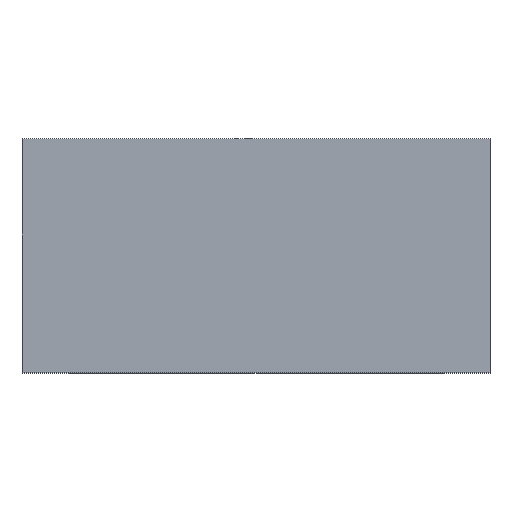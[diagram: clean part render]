
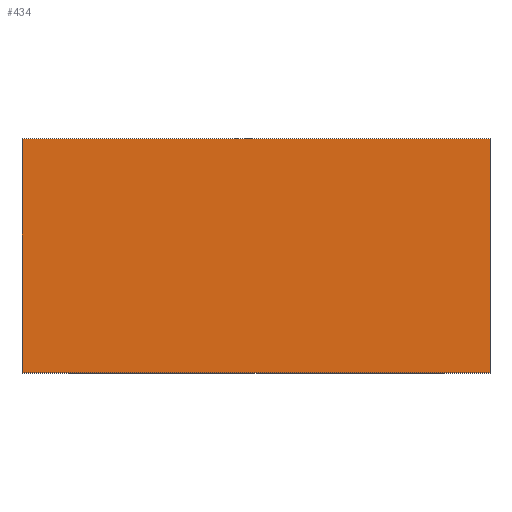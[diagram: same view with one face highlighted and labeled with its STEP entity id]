
A CAD part, top view. The second image highlights one B-rep face of the part: STEP entity #434.
In plain terms, the highlighted planar face has unit normal (0, 0, 1).
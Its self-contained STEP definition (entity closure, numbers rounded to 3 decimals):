
#47=PLANE('',#485);
#72=FACE_OUTER_BOUND('',#101,.T.);
#101=EDGE_LOOP('',(#389,#390,#391,#392));
#146=LINE('',#717,#192);
#147=LINE('',#720,#193);
#148=LINE('',#722,#194);
#149=LINE('',#723,#195);
#192=VECTOR('',#594,10.);
#193=VECTOR('',#597,10.);
#194=VECTOR('',#598,10.);
#195=VECTOR('',#599,10.);
#240=VERTEX_POINT('',#713);
#241=VERTEX_POINT('',#715);
#242=VERTEX_POINT('',#719);
#243=VERTEX_POINT('',#721);
#293=EDGE_CURVE('',#240,#241,#146,.T.);
#294=EDGE_CURVE('',#242,#240,#147,.T.);
#295=EDGE_CURVE('',#243,#241,#148,.T.);
#296=EDGE_CURVE('',#242,#243,#149,.T.);
#389=ORIENTED_EDGE('',*,*,#294,.T.);
#390=ORIENTED_EDGE('',*,*,#293,.T.);
#391=ORIENTED_EDGE('',*,*,#295,.F.);
#392=ORIENTED_EDGE('',*,*,#296,.F.);
#434=ADVANCED_FACE('',(#72),#47,.T.);
#485=AXIS2_PLACEMENT_3D('',#718,#595,#596);
#594=DIRECTION('',(0.,1.,0.));
#595=DIRECTION('center_axis',(0.,0.,1.));
#596=DIRECTION('ref_axis',(1.,0.,0.));
#597=DIRECTION('',(1.,0.,0.));
#598=DIRECTION('',(1.,0.,0.));
#599=DIRECTION('',(0.,1.,0.));
#713=CARTESIAN_POINT('',(50.,0.,20.));
#715=CARTESIAN_POINT('',(50.,25.,20.));
#717=CARTESIAN_POINT('',(50.,0.,20.));
#718=CARTESIAN_POINT('Origin',(0.,0.,20.));
#719=CARTESIAN_POINT('',(0.,0.,20.));
#720=CARTESIAN_POINT('',(0.,0.,20.));
#721=CARTESIAN_POINT('',(0.,25.,20.));
#722=CARTESIAN_POINT('',(0.,25.,20.));
#723=CARTESIAN_POINT('',(0.,0.,20.));
